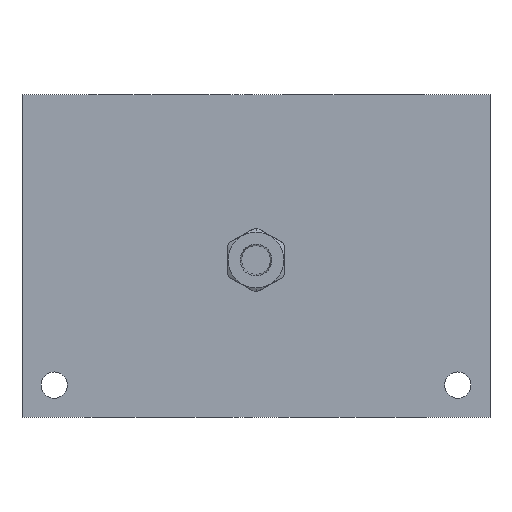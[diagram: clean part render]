
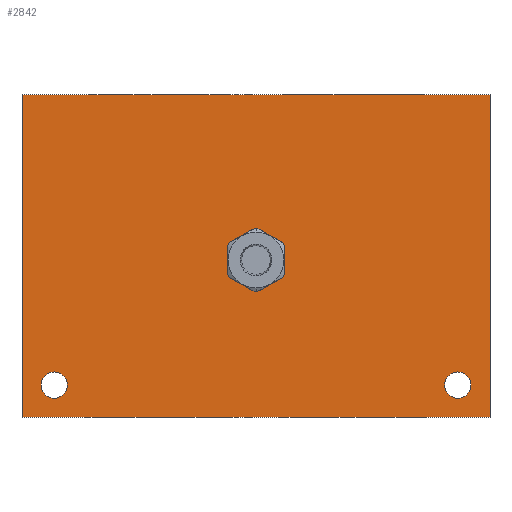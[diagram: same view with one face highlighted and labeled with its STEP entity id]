
A CAD part, front view. The second image highlights one B-rep face of the part: STEP entity #2842.
In plain terms, the highlighted planar face has unit normal (0, -1, 0).
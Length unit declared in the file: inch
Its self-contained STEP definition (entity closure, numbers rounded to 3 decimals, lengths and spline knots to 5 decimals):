
#5=DIRECTION('',(1.,0.,0.));
#6=VECTOR('',#5,7.25);
#7=CARTESIAN_POINT('',(0.,-3.,0.));
#8=LINE('',#7,#6);
#75=DIRECTION('',(0.,0.,1.));
#76=VECTOR('',#75,5.);
#77=CARTESIAN_POINT('',(7.25,-3.,0.));
#78=LINE('',#77,#76);
#89=DIRECTION('',(0.,0.,1.));
#90=VECTOR('',#89,5.);
#91=CARTESIAN_POINT('',(0.,-3.,0.));
#92=LINE('',#91,#90);
#93=CARTESIAN_POINT('',(0.5,-3.,0.5));
#94=DIRECTION('',(0.,1.,0.));
#95=DIRECTION('',(0.,0.,-1.));
#96=AXIS2_PLACEMENT_3D('',#93,#94,#95);
#98=CARTESIAN_POINT('',(0.5,-3.,0.5));
#99=DIRECTION('',(0.,1.,0.));
#100=DIRECTION('',(0.,0.,1.));
#101=AXIS2_PLACEMENT_3D('',#98,#99,#100);
#103=CARTESIAN_POINT('',(6.75,-3.,0.5));
#104=DIRECTION('',(0.,1.,0.));
#105=DIRECTION('',(0.,0.,-1.));
#106=AXIS2_PLACEMENT_3D('',#103,#104,#105);
#108=CARTESIAN_POINT('',(6.75,-3.,0.5));
#109=DIRECTION('',(0.,1.,0.));
#110=DIRECTION('',(0.,0.,1.));
#111=AXIS2_PLACEMENT_3D('',#108,#109,#110);
#113=CARTESIAN_POINT('',(3.625,-3.,2.438));
#114=DIRECTION('',(0.,1.,0.));
#115=DIRECTION('',(0.,0.,-1.));
#116=AXIS2_PLACEMENT_3D('',#113,#114,#115);
#118=CARTESIAN_POINT('',(3.625,-3.,2.438));
#119=DIRECTION('',(0.,1.,0.));
#120=DIRECTION('',(0.,0.,1.));
#121=AXIS2_PLACEMENT_3D('',#118,#119,#120);
#135=DIRECTION('',(1.,0.,0.));
#136=VECTOR('',#135,7.25);
#137=CARTESIAN_POINT('',(0.,-3.,5.));
#138=LINE('',#137,#136);
#2355=CARTESIAN_POINT('',(0.,-3.,0.));
#2357=VERTEX_POINT('',#2355);
#2358=CARTESIAN_POINT('',(7.25,-3.,0.));
#2359=VERTEX_POINT('',#2358);
#2363=CARTESIAN_POINT('',(0.,-3.,5.));
#2365=VERTEX_POINT('',#2363);
#2366=CARTESIAN_POINT('',(7.25,-3.,5.));
#2367=VERTEX_POINT('',#2366);
#2529=CARTESIAN_POINT('',(0.5,-3.,0.297));
#2530=CARTESIAN_POINT('',(0.5,-3.,0.703));
#2531=VERTEX_POINT('',#2529);
#2532=VERTEX_POINT('',#2530);
#2537=CARTESIAN_POINT('',(6.75,-3.,0.297));
#2538=CARTESIAN_POINT('',(6.75,-3.,0.703));
#2539=VERTEX_POINT('',#2537);
#2540=VERTEX_POINT('',#2538);
#2581=CARTESIAN_POINT('',(3.625,-3.,2.8685));
#2582=VERTEX_POINT('',#2581);
#2587=CARTESIAN_POINT('',(3.625,-3.,2.0075));
#2588=VERTEX_POINT('',#2587);
#2812=CARTESIAN_POINT('',(0.,-3.,0.));
#2813=DIRECTION('',(0.,-1.,0.));
#2814=DIRECTION('',(1.,0.,0.));
#2815=AXIS2_PLACEMENT_3D('',#2812,#2813,#2814);
#2816=PLANE('',#2815);
#2817=ORIENTED_EDGE('',*,*,#2724,.F.);
#2818=ORIENTED_EDGE('',*,*,#2755,.T.);
#2820=ORIENTED_EDGE('',*,*,#2819,.T.);
#2821=ORIENTED_EDGE('',*,*,#2798,.F.);
#2822=EDGE_LOOP('',(#2817,#2818,#2820,#2821));
#2823=FACE_OUTER_BOUND('',#2822,.F.);
#2825=ORIENTED_EDGE('',*,*,#2824,.F.);
#2827=ORIENTED_EDGE('',*,*,#2826,.F.);
#2828=EDGE_LOOP('',(#2825,#2827));
#2829=FACE_BOUND('',#2828,.F.);
#2831=ORIENTED_EDGE('',*,*,#2830,.F.);
#2833=ORIENTED_EDGE('',*,*,#2832,.F.);
#2834=EDGE_LOOP('',(#2831,#2833));
#2835=FACE_BOUND('',#2834,.F.);
#2837=ORIENTED_EDGE('',*,*,#2836,.F.);
#2839=ORIENTED_EDGE('',*,*,#2838,.F.);
#2840=EDGE_LOOP('',(#2837,#2839));
#2841=FACE_BOUND('',#2840,.F.);
#2842=ADVANCED_FACE('',(#2823,#2829,#2835,#2841),#2816,.T.);
#97=CIRCLE('',#96,0.203);
#102=CIRCLE('',#101,0.203);
#107=CIRCLE('',#106,0.203);
#112=CIRCLE('',#111,0.203);
#117=CIRCLE('',#116,0.4305);
#122=CIRCLE('',#121,0.4305);
#2724=EDGE_CURVE('',#2357,#2359,#8,.T.);
#2755=EDGE_CURVE('',#2357,#2365,#92,.T.);
#2798=EDGE_CURVE('',#2359,#2367,#78,.T.);
#2819=EDGE_CURVE('',#2365,#2367,#138,.T.);
#2824=EDGE_CURVE('',#2531,#2532,#97,.T.);
#2826=EDGE_CURVE('',#2532,#2531,#102,.T.);
#2830=EDGE_CURVE('',#2539,#2540,#107,.T.);
#2832=EDGE_CURVE('',#2540,#2539,#112,.T.);
#2836=EDGE_CURVE('',#2588,#2582,#117,.T.);
#2838=EDGE_CURVE('',#2582,#2588,#122,.T.);
